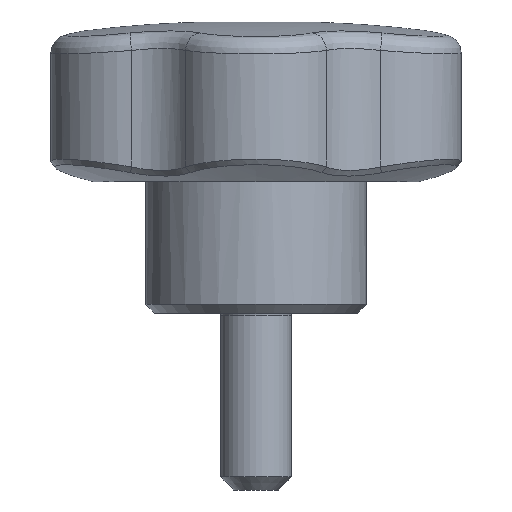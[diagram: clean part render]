
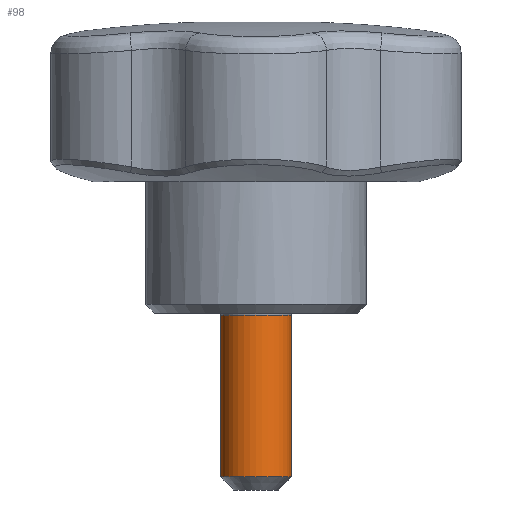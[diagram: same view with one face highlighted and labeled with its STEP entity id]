
A CAD part, front view. The second image highlights one B-rep face of the part: STEP entity #98.
In plain terms, the highlighted cylindrical face has radius 4 mm (diameter 8 mm), a full revolution.
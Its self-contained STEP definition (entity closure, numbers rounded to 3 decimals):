
#98 = ADVANCED_FACE( '', ( #263, #264 ), #265, .T. );
#263 = FACE_OUTER_BOUND( '', #506, .T. );
#264 = FACE_OUTER_BOUND( '', #507, .T. );
#265 = CYLINDRICAL_SURFACE( '', #508, 4. );
#506 = EDGE_LOOP( '', ( #3583 ) );
#507 = EDGE_LOOP( '', ( #3584 ) );
#508 = AXIS2_PLACEMENT_3D( '', #3585, #3586, #3587 );
#3583 = ORIENTED_EDGE( '', *, *, #4136, .T. );
#3584 = ORIENTED_EDGE( '', *, *, #4137, .T. );
#3585 = CARTESIAN_POINT( '', ( 0., 0., -77. ) );
#3586 = DIRECTION( '', ( 0., 0., -1. ) );
#3587 = DIRECTION( '', ( 1., 0., 0. ) );
#4136 = EDGE_CURVE( '', #4378, #4378, #4379, .F. );
#4137 = EDGE_CURVE( '', #4380, #4380, #4381, .T. );
#4378 = VERTEX_POINT( '', #4726 );
#4379 = CIRCLE( '', #4727, 4. );
#4380 = VERTEX_POINT( '', #4728 );
#4381 = CIRCLE( '', #4729, 4. );
#4726 = CARTESIAN_POINT( '', ( 4., 0., -0.2 ) );
#4727 = AXIS2_PLACEMENT_3D( '', #7092, #7093, #7094 );
#4728 = CARTESIAN_POINT( '', ( 4., 0., -18.5 ) );
#4729 = AXIS2_PLACEMENT_3D( '', #7095, #7096, #7097 );
#7092 = CARTESIAN_POINT( '', ( 0., 0., -0.2 ) );
#7093 = DIRECTION( '', ( 0., 0., 1. ) );
#7094 = DIRECTION( '', ( 1., 0., 0. ) );
#7095 = CARTESIAN_POINT( '', ( 0., 0., -18.5 ) );
#7096 = DIRECTION( '', ( 0., 0., 1. ) );
#7097 = DIRECTION( '', ( 1., 0., 0. ) );
